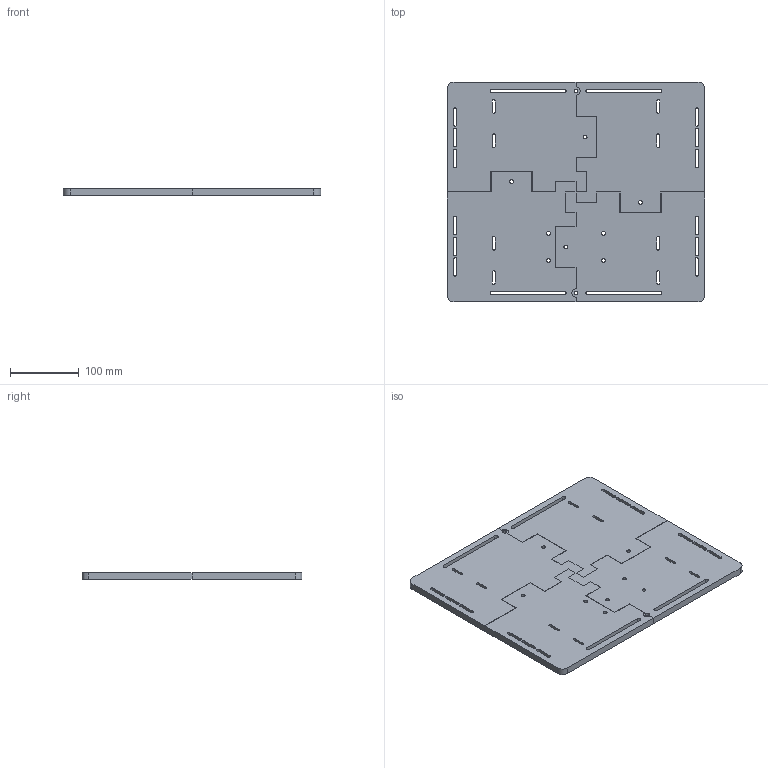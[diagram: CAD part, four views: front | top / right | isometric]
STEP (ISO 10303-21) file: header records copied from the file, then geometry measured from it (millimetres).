
FILE_DESCRIPTION(/* description */ (''),/* implementation_level */ '2;1');
FILE_NAME(/* name */ '',/* time_stamp */ '2025-11-29T16:52:49+09:00',/* author */ (''),/* organization */ (''),/* preprocessor_version */ 'ST-DEVELOPER v20.1',/* originating_system */ 'Autodesk Translation Framework v14.21.0.0',/* authorisation */ '');
FILE_SCHEMA (('AUTOMOTIVE_DESIGN { 1 0 10303 214 3 1 1 }'));
Length unit declared in the file: millimetre
Products named in the file (5): 01_kachaka_base 拡張パーツ; 拡張プレート001; 拡張プレート002; 拡張プレート003; 拡張プレート004
Assembly tree (4 placements, depth 2):
  01_kachaka_base 拡張パーツ
    拡張プレート001
    拡張プレート002
    拡張プレート003
    拡張プレート004
Bounding box: 375 x 320 x 10 mm (x, y, z)
Volume: 1149889.7 mm3; surface area: 301657.8 mm2
Topology: 4 solids, 4 shells, 256 faces, 704 edges, 460 vertices
Faces by surface type: plane 176, cylinder 80
Full cylindrical faces by diameter (mm): 5.6 x16, 8.5 x4
Entity records: 8408 total; most frequent: CARTESIAN_POINT 1429, ORIENTED_EDGE 1408, DIRECTION 1394, EDGE_CURVE 704, LINE 544, VECTOR 544, VERTEX_POINT 460, AXIS2_PLACEMENT_3D 425
